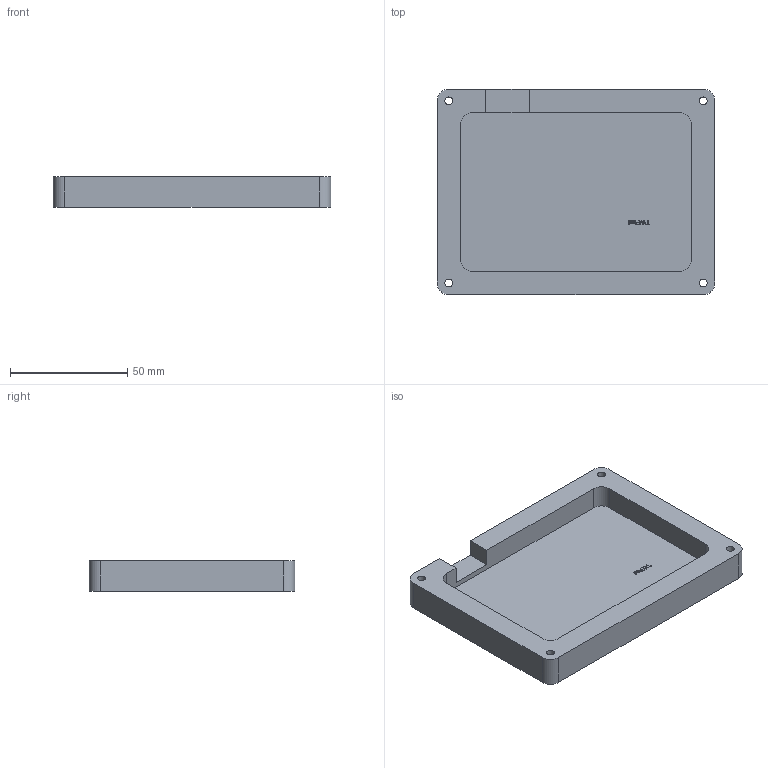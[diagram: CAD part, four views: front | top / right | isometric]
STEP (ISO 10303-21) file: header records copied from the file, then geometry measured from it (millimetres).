
FILE_DESCRIPTION(/* description */ (''),/* implementation_level */ '2;1');
FILE_NAME(/* name */ 'TWPad_Bottom.step',/* time_stamp */ '2025-12-13T00:09:35+01:00',/* author */ (''),/* organization */ (''),/* preprocessor_version */ 'ST-DEVELOPER v20.1',/* originating_system */ 'Autodesk Translation Framework v14.21.0.0',/* authorisation */ '');
FILE_SCHEMA (('AUTOMOTIVE_DESIGN { 1 0 10303 214 3 1 1 }'));
Length unit declared in the file: millimetre
Products named in the file (1): TWPad_Bottom
Bounding box: 118.6 x 87.7 x 13 mm (x, y, z)
Volume: 66300.4 mm3; surface area: 29718.8 mm2
Topology: 1 solids, 1 shells, 147 faces, 399 edges, 266 vertices
Faces by surface type: bspline 67, plane 64, cylinder 16
Full cylindrical faces by diameter (mm): 3.4 x4, 6 x4
Entity records: 5418 total; most frequent: CARTESIAN_POINT 2086, ORIENTED_EDGE 798, DIRECTION 459, EDGE_CURVE 399, VERTEX_POINT 266, LINE 233, VECTOR 233, EDGE_LOOP 167
